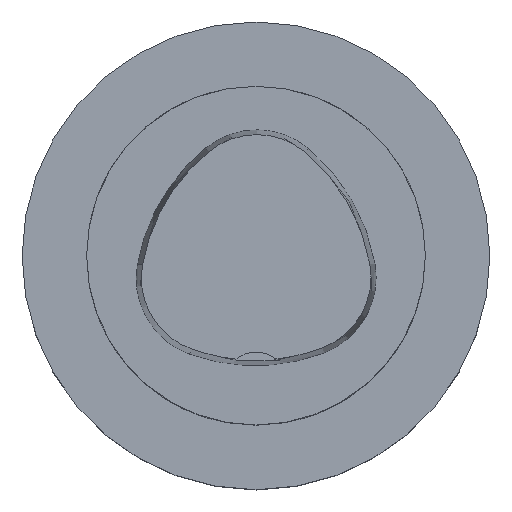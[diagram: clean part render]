
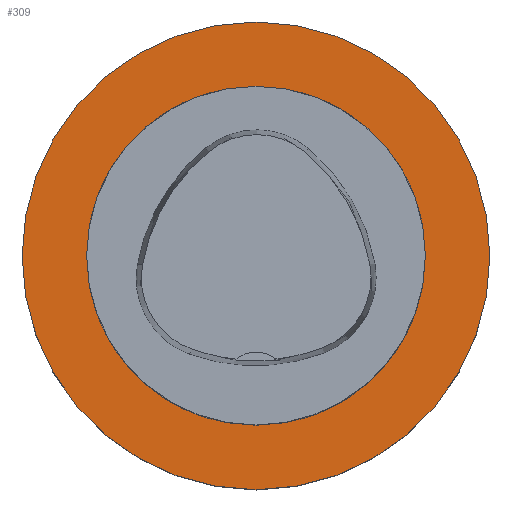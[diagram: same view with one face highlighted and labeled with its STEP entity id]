
A CAD part, top view. The second image highlights one B-rep face of the part: STEP entity #309.
In plain terms, the highlighted planar face has unit normal (0, 0, 1).
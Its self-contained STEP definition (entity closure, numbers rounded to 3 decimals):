
#309=ADVANCED_FACE('',(#414,#415),#374,.T.);
#374=PLANE('',#1155);
#414=FACE_BOUND('',#523,.T.);
#415=FACE_BOUND('',#524,.T.);
#523=EDGE_LOOP('',(#719));
#524=EDGE_LOOP('',(#720));
#719=ORIENTED_EDGE('',*,*,#942,.T.);
#720=ORIENTED_EDGE('',*,*,#989,.F.);
#849=VERTEX_POINT('',#1600);
#880=VERTEX_POINT('',#1708);
#942=EDGE_CURVE('',#849,#849,#1039,.T.);
#989=EDGE_CURVE('',#880,#880,#1062,.T.);
#1039=CIRCLE('',#1107,31.5);
#1062=CIRCLE('',#1154,43.5);
#1107=AXIS2_PLACEMENT_3D('',#1599,#1270,#1271);
#1154=AXIS2_PLACEMENT_3D('',#1707,#1386,#1387);
#1155=AXIS2_PLACEMENT_3D('',#1709,#1388,#1389);
#1270=DIRECTION('',(0.0,0.0,-1.0));
#1271=DIRECTION('',(-1.0,0.0,0.0));
#1386=DIRECTION('',(0.0,0.0,-1.0));
#1387=DIRECTION('',(-1.0,0.0,0.0));
#1388=DIRECTION('',(0.0,0.0,1.0));
#1389=DIRECTION('',(1.0,0.0,0.0));
#1599=CARTESIAN_POINT('',(0.0,0.,-23.2));
#1600=CARTESIAN_POINT('',(-31.5,0.,-23.2));
#1707=CARTESIAN_POINT('',(0.0,0.,-23.2));
#1708=CARTESIAN_POINT('',(-43.5,0.,-23.2));
#1709=CARTESIAN_POINT('',(0.0,0.,-23.2));
